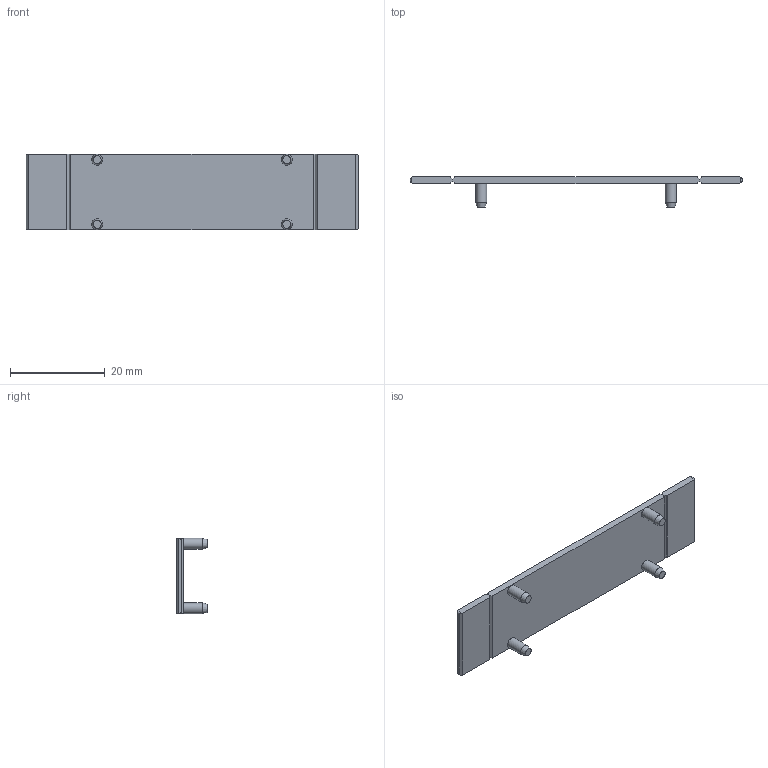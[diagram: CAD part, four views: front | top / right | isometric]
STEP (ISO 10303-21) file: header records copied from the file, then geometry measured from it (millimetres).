
FILE_DESCRIPTION(/* description */ (''),/* implementation_level */ '2;1');
FILE_NAME(/* name */ 'hv_m6_1ap.stp',/* time_stamp */ '2010-12-15T11:24:43+01:00',/* author */ (''),/* organization */ (''),/* preprocessor_version */ 'ST-DEVELOPER v11',/* originating_system */ 'SIEMENS UGS NX 6.0',/* authorisation */ '');
FILE_SCHEMA (('AUTOMOTIVE_DESIGN { 1 0 10303 214 1 1 1 1 }'));
Length unit declared in the file: millimetre
Products named in the file (1): hv_m6_1ap
Bounding box: 70 x 6.5 x 16 mm (x, y, z)
Volume: 1732.7 mm3; surface area: 2649.7 mm2
Topology: 1 solids, 1 shells, 46 faces, 116 edges, 76 vertices
Faces by surface type: plane 34, cylinder 8, cone 4
Full cylindrical faces by diameter (mm): 2.3 x4
Entity records: 1352 total; most frequent: CARTESIAN_POINT 231, DIRECTION 222, ORIENTED_EDGE 216, EDGE_CURVE 108, LINE 88, VECTOR 88, VERTEX_POINT 76, AXIS2_PLACEMENT_3D 67
